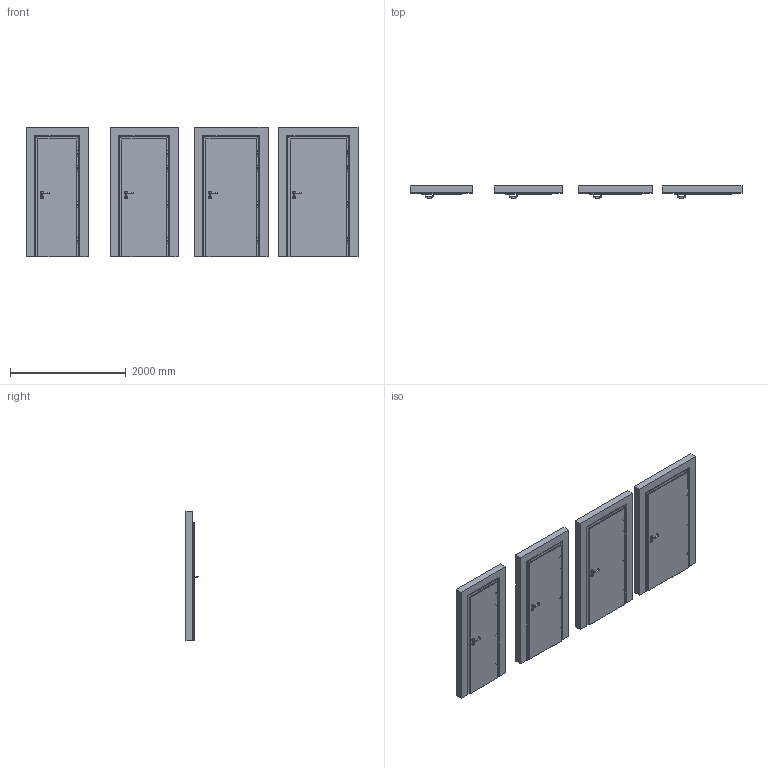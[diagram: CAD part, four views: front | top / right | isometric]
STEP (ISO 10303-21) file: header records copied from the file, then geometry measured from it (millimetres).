
FILE_DESCRIPTION(/* description */ (''),/* implementation_level */ '2;1');
FILE_NAME(/* name */ '050078_A_2-Drzwi przeciwpożarowe EI60 na ościeżnicy MDF..stp',/* time_stamp */ '2024-06-20T09:46:10+02:00',/* author */ (''),/* organization */ (''),/* preprocessor_version */ 'ST-DEVELOPER v16',/* originating_system */ 'SIEMENS PLM Software NX 11.0',/* authorisation */ '');
FILE_SCHEMA (('AUTOMOTIVE_DESIGN { 1 0 10303 214 3 1 1 1 }'));
Products named in the file (1): bkni07AC7C63d90w
Bounding box: 5725 x 207.03 x 2240 mm (x, y, z)
Volume: 914843584.4 mm3; surface area: 49425025.4 mm2
Topology: 188 solids, 188 shells, 5032 faces, 12640 edges, 8224 vertices
Faces by surface type: plane 3244, cylinder 792, bspline 500, cone 440, torus 56
Full cylindrical faces by diameter (mm): 4 x4, 4.5 x12, 5 x8, 5.5 x4, 7 x56, 8 x32, 8.4 x32, 8.6 x32, 9.5 x32, 9.9 x32, 10 x32, 11 x32, 11.9 x16, 12 x16, 19 x24, 20 x44, 54 x16
Entity records: 157759 total; most frequent: CARTESIAN_POINT 42938, ORIENTED_EDGE 23088, DIRECTION 21714, EDGE_CURVE 11544, LINE 8432, VECTOR 8432, VERTEX_POINT 8040, AXIS2_PLACEMENT_3D 6641
